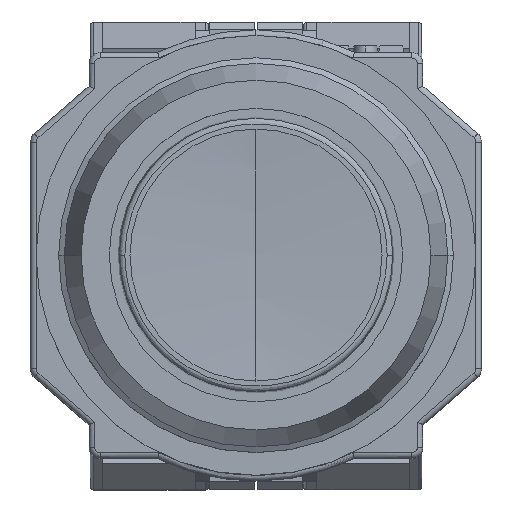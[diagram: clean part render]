
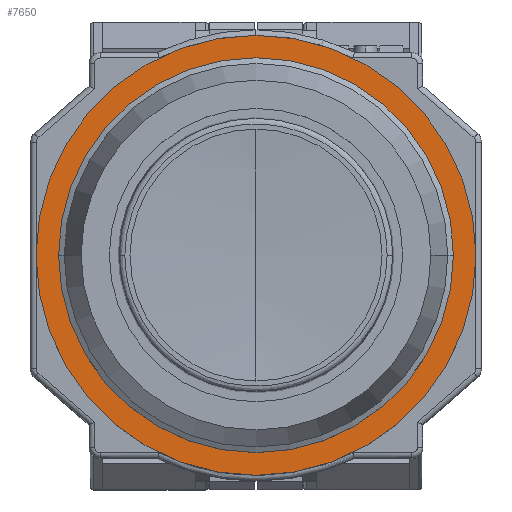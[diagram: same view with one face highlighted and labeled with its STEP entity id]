
A CAD part, top view. The second image highlights one B-rep face of the part: STEP entity #7650.
In plain terms, the highlighted planar face has unit normal (0, 0, 1).
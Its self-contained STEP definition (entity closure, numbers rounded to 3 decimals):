
#541 = EDGE_CURVE ( 'NONE', #15623, #11668, #5216, .T. ) ;
#1017 = DIRECTION ( 'NONE',  ( 0., 0., 1. ) ) ;
#1023 = CARTESIAN_POINT ( 'NONE',  ( -14.75, 0., 1.5 ) ) ;
#2241 = ORIENTED_EDGE ( 'NONE', *, *, #4213, .F. ) ;
#2739 = CARTESIAN_POINT ( 'NONE',  ( 0., 0., 1.5 ) ) ;
#3381 = ORIENTED_EDGE ( 'NONE', *, *, #16537, .T. ) ;
#3642 = AXIS2_PLACEMENT_3D ( 'NONE', #2739, #1017, #16189 ) ;
#3832 = EDGE_LOOP ( 'NONE', ( #2241, #3926 ) ) ;
#3926 = ORIENTED_EDGE ( 'NONE', *, *, #541, .F. ) ;
#4213 = EDGE_CURVE ( 'NONE', #11668, #15623, #12157, .T. ) ;
#4224 = DIRECTION ( 'NONE',  ( -1., 0., 0. ) ) ;
#5216 = CIRCLE ( 'NONE', #14933, 14.75 ) ;
#5319 = CARTESIAN_POINT ( 'NONE',  ( 14.75, 0., 1.5 ) ) ;
#5718 = FACE_BOUND ( 'NONE', #3832, .T. ) ;
#5978 = DIRECTION ( 'NONE',  ( 0., 0., 1. ) ) ;
#6056 = DIRECTION ( 'NONE',  ( 1., 0., 0. ) ) ;
#6201 = CIRCLE ( 'NONE', #9764, 19.5 ) ;
#7650 = ADVANCED_FACE ( 'NONE', ( #5718, #16192 ), #11213, .T. ) ;
#7738 = CARTESIAN_POINT ( 'NONE',  ( 0., 0., 1.5 ) ) ;
#7798 = DIRECTION ( 'NONE',  ( 0., 0., 1. ) ) ;
#8153 = DIRECTION ( 'NONE',  ( -1., 0., 0. ) ) ;
#8663 = EDGE_LOOP ( 'NONE', ( #10555, #3381 ) ) ;
#9279 = CARTESIAN_POINT ( 'NONE',  ( 19.5, 0., 1.5 ) ) ;
#9493 = CARTESIAN_POINT ( 'NONE',  ( -19.734, -19.734, 1.5 ) ) ;
#9764 = AXIS2_PLACEMENT_3D ( 'NONE', #15342, #13545, #11826 ) ;
#9875 = DIRECTION ( 'NONE',  ( 0., 0., 1. ) ) ;
#10377 = EDGE_CURVE ( 'NONE', #12183, #11681, #6201, .T. ) ;
#10555 = ORIENTED_EDGE ( 'NONE', *, *, #10377, .T. ) ;
#11213 = PLANE ( 'NONE',  #15379 ) ;
#11668 = VERTEX_POINT ( 'NONE', #1023 ) ;
#11681 = VERTEX_POINT ( 'NONE', #9279 ) ;
#11826 = DIRECTION ( 'NONE',  ( -1., 0., 0. ) ) ;
#12157 = CIRCLE ( 'NONE', #3642, 14.75 ) ;
#12183 = VERTEX_POINT ( 'NONE', #16510 ) ;
#12713 = CIRCLE ( 'NONE', #13467, 19.5 ) ;
#13334 = CARTESIAN_POINT ( 'NONE',  ( 0., 0., 1.5 ) ) ;
#13467 = AXIS2_PLACEMENT_3D ( 'NONE', #7738, #5978, #4224 ) ;
#13545 = DIRECTION ( 'NONE',  ( 0., 0., 1. ) ) ;
#14933 = AXIS2_PLACEMENT_3D ( 'NONE', #13334, #9875, #8153 ) ;
#15342 = CARTESIAN_POINT ( 'NONE',  ( 0., 0., 1.5 ) ) ;
#15379 = AXIS2_PLACEMENT_3D ( 'NONE', #9493, #7798, #6056 ) ;
#15623 = VERTEX_POINT ( 'NONE', #5319 ) ;
#16189 = DIRECTION ( 'NONE',  ( -1., 0., 0. ) ) ;
#16192 = FACE_OUTER_BOUND ( 'NONE', #8663, .T. ) ;
#16510 = CARTESIAN_POINT ( 'NONE',  ( -19.5, 0., 1.5 ) ) ;
#16537 = EDGE_CURVE ( 'NONE', #11681, #12183, #12713, .T. ) ;
